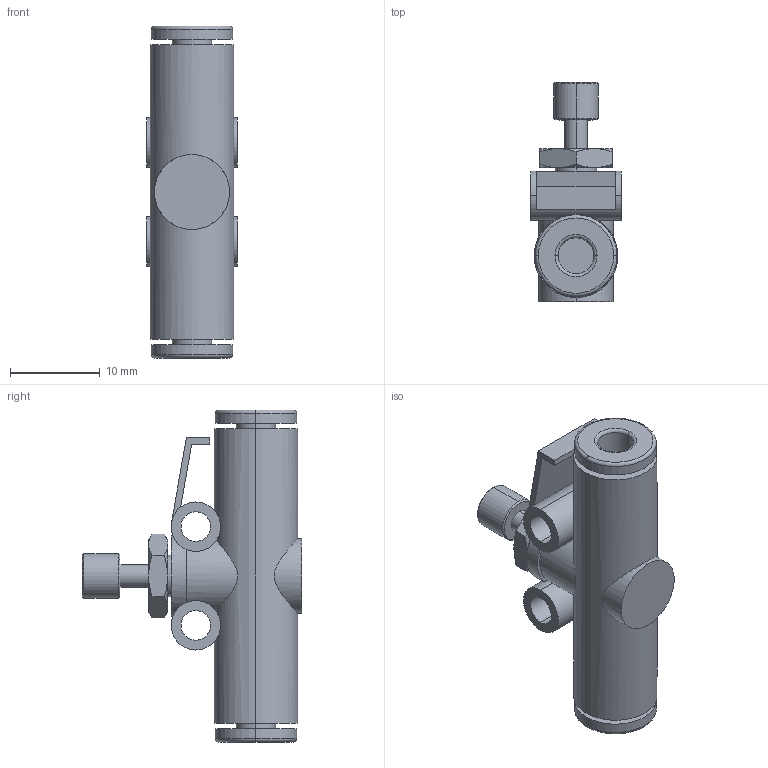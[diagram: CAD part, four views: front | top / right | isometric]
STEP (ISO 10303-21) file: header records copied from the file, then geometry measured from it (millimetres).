
FILE_DESCRIPTION (( 'STEP AP214' ), '1' );
FILE_NAME ('AS1002F-04.step.step', '2012-02-02T08:21:25', ( 'SysAdmin' ), ( 'SolidWorks' ), 'SwSTEP 2.0', 'SolidWorks 2012', '' );
FILE_SCHEMA (( 'AUTOMOTIVE_DESIGN' ));
Length unit declared in the file: millimetre
Products named in the file (2): AS1002F-04.step_AS Speed Controller_100-04; AS1002F-04.step
Assembly tree (1 placements, depth 2):
  AS1002F-04.step
    AS1002F-04.step_AS Speed Controller_100-04
Bounding box: 10.1 x 24.45 x 37 mm (x, y, z)
Volume: 3022.9 mm3; surface area: 2788.8 mm2
Topology: 1 solids, 1 shells, 93 faces, 208 edges, 130 vertices
Faces by surface type: cylinder 34, plane 33, cone 18, torus 8
Entity records: 3058 total; most frequent: CARTESIAN_POINT 909, DIRECTION 460, ORIENTED_EDGE 416, EDGE_CURVE 208, AXIS2_PLACEMENT_3D 197, VERTEX_POINT 130, EDGE_LOOP 110, CIRCLE 100
